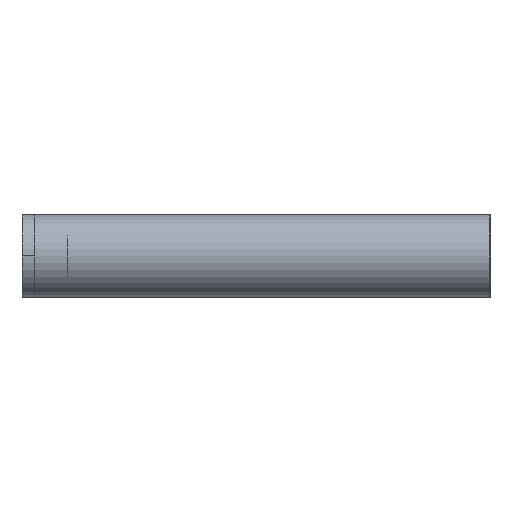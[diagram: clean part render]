
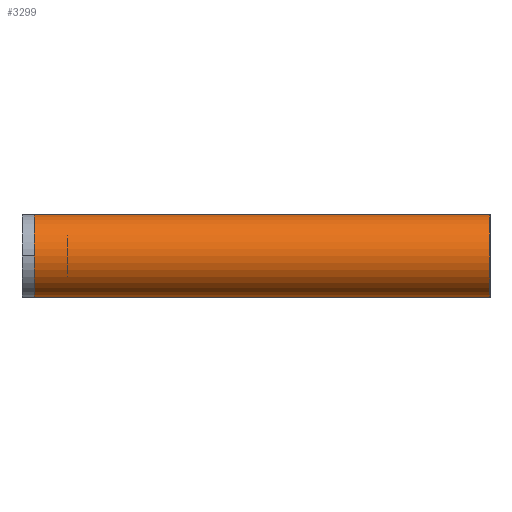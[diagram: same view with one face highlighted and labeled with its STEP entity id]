
A CAD part, left-side view. The second image highlights one B-rep face of the part: STEP entity #3299.
In plain terms, the highlighted cylindrical face has radius 10 mm (diameter 20 mm), a partial arc.
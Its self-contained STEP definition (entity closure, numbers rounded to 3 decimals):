
#12 = CARTESIAN_POINT ( 'NONE',  ( 9., 0., 10. ) ) ;
#48 = DIRECTION ( 'NONE',  ( 0., 0., -1. ) ) ;
#144 = DIRECTION ( 'NONE',  ( 0., 0., -1. ) ) ;
#307 = LINE ( 'NONE', #653, #3269 ) ;
#339 = CARTESIAN_POINT ( 'NONE',  ( 9., 110., -10. ) ) ;
#410 = CARTESIAN_POINT ( 'NONE',  ( 9., 110., 0. ) ) ;
#433 = VERTEX_POINT ( 'NONE', #2564 ) ;
#475 = AXIS2_PLACEMENT_3D ( 'NONE', #3158, #1269, #144 ) ;
#477 = FACE_OUTER_BOUND ( 'NONE', #3491, .T. ) ;
#653 = CARTESIAN_POINT ( 'NONE',  ( 9., 110., 10. ) ) ;
#690 = EDGE_CURVE ( 'Hrana8', #3135, #433, #3350, .T. ) ;
#758 = ORIENTED_EDGE ( 'NONE', *, *, #2441, .T. ) ;
#819 = CIRCLE ( 'NONE', #1926, 10. ) ;
#1088 = DIRECTION ( 'NONE',  ( 0., -1., 0. ) ) ;
#1194 = ORIENTED_EDGE ( 'NONE', *, *, #3261, .T. ) ;
#1269 = DIRECTION ( 'NONE',  ( 0., -1., 0. ) ) ;
#1605 = VECTOR ( 'NONE', #1666, 1000. ) ;
#1666 = DIRECTION ( 'NONE',  ( 0., 1., 0. ) ) ;
#1732 = DIRECTION ( 'NONE',  ( 0., 1., 0. ) ) ;
#1772 = CIRCLE ( 'NONE', #2207, 10. ) ;
#1803 = CYLINDRICAL_SURFACE ( 'NONE', #475, 10. ) ;
#1926 = AXIS2_PLACEMENT_3D ( 'NONE', #410, #1088, #2804 ) ;
#1963 = DIRECTION ( 'NONE',  ( 0., -1., 0. ) ) ;
#2024 = EDGE_CURVE ( 'NONE', #2663, #3135, #1772, .T. ) ;
#2039 = ORIENTED_EDGE ( 'NONE', *, *, #2024, .T. ) ;
#2207 = AXIS2_PLACEMENT_3D ( 'NONE', #2334, #1732, #48 ) ;
#2334 = CARTESIAN_POINT ( 'NONE',  ( 9., 0., 0. ) ) ;
#2441 = EDGE_CURVE ( 'Hrana3', #4099, #2663, #307, .T. ) ;
#2564 = CARTESIAN_POINT ( 'NONE',  ( 9., 110., -10. ) ) ;
#2663 = VERTEX_POINT ( 'NONE', #12 ) ;
#2804 = DIRECTION ( 'NONE',  ( 0., 0., -1. ) ) ;
#3135 = VERTEX_POINT ( 'NONE', #3709 ) ;
#3158 = CARTESIAN_POINT ( 'NONE',  ( 9., 110., 0. ) ) ;
#3261 = EDGE_CURVE ( 'NONE', #433, #4099, #819, .T. ) ;
#3269 = VECTOR ( 'NONE', #1963, 1000. ) ;
#3299 = ADVANCED_FACE ( 'Plocha1', ( #477 ), #1803, .T. ) ;
#3350 = LINE ( 'NONE', #339, #1605 ) ;
#3491 = EDGE_LOOP ( 'NONE', ( #1194, #758, #2039, #4017 ) ) ;
#3709 = CARTESIAN_POINT ( 'NONE',  ( 9., 0., -10. ) ) ;
#4017 = ORIENTED_EDGE ( 'NONE', *, *, #690, .T. ) ;
#4099 = VERTEX_POINT ( 'NONE', #4145 ) ;
#4145 = CARTESIAN_POINT ( 'NONE',  ( 9., 110., 10. ) ) ;
